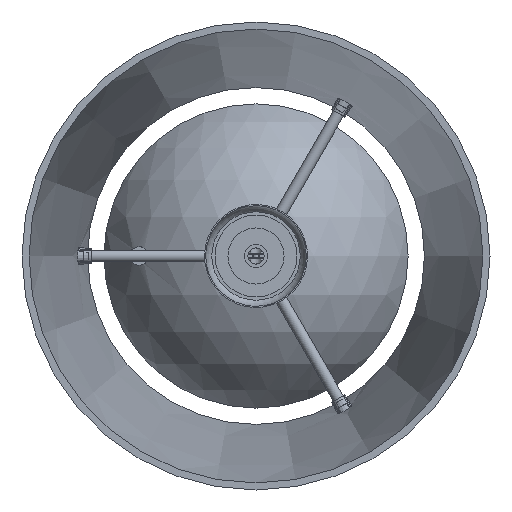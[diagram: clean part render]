
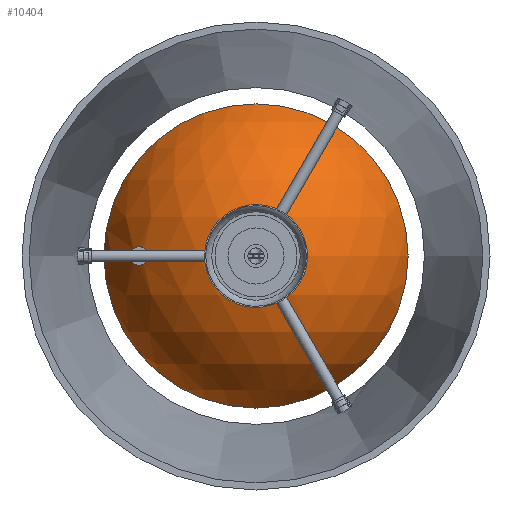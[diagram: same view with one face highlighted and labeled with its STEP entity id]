
A CAD part, front view. The second image highlights one B-rep face of the part: STEP entity #10404.
In plain terms, the highlighted spherical face has radius 69.409 mm.
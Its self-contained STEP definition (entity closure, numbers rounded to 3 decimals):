
#151=SPHERICAL_SURFACE('',#11733,69.409);
#835=FACE_BOUND('',#2210,.T.);
#836=FACE_BOUND('',#2211,.T.);
#1091=CIRCLE('',#11708,3.);
#1099=CIRCLE('',#11716,3.);
#1108=CIRCLE('',#11734,65.);
#1576=FACE_OUTER_BOUND('',#2209,.T.);
#2209=EDGE_LOOP('',(#8045));
#2210=EDGE_LOOP('',(#8046,#8047));
#2211=EDGE_LOOP('',(#8048,#8049));
#4367=B_SPLINE_CURVE_WITH_KNOTS('',3,(#25386,#25387,#25388,#25389,#25390,
#25391,#25392,#25393,#25394,#25395,#25396,#25397,#25398,#25399,#25400,#25401,
#25402,#25403,#25404,#25405),.UNSPECIFIED.,.F.,.F.,(4,2,2,2,2,2,2,2,2,4),
(0.,0.148,0.297,0.515,0.734,
0.961,1.189,1.338,1.413,1.488),
 .UNSPECIFIED.);
#4368=B_SPLINE_CURVE_WITH_KNOTS('',3,(#25406,#25407,#25408,#25409,#25410,
#25411,#25412,#25413,#25414,#25415,#25416,#25417,#25418,#25419,#25420,#25421,
#25422,#25423,#25424,#25425),.UNSPECIFIED.,.F.,.F.,(4,2,2,2,2,2,2,2,2,4),
(1.488,1.563,1.638,1.788,2.015,
2.242,2.461,2.68,2.828,2.976),
 .UNSPECIFIED.);
#4758=VERTEX_POINT('',#25383);
#4759=VERTEX_POINT('',#25385);
#4776=VERTEX_POINT('',#25471);
#4777=VERTEX_POINT('',#25472);
#4787=VERTEX_POINT('',#25519);
#5944=EDGE_CURVE('',#4759,#4758,#4367,.T.);
#5945=EDGE_CURVE('',#4758,#4759,#4368,.T.);
#5962=EDGE_CURVE('',#4776,#4777,#1091,.T.);
#5973=EDGE_CURVE('',#4777,#4776,#1099,.T.);
#5986=EDGE_CURVE('',#4787,#4787,#1108,.T.);
#8045=ORIENTED_EDGE('',*,*,#5986,.T.);
#8046=ORIENTED_EDGE('',*,*,#5944,.T.);
#8047=ORIENTED_EDGE('',*,*,#5945,.T.);
#8048=ORIENTED_EDGE('',*,*,#5962,.F.);
#8049=ORIENTED_EDGE('',*,*,#5973,.F.);
#10404=ADVANCED_FACE('',(#1576,#835,#836),#151,.T.);
#11708=AXIS2_PLACEMENT_3D('',#25473,#13377,#13378);
#11716=AXIS2_PLACEMENT_3D('',#25489,#13396,#13397);
#11733=AXIS2_PLACEMENT_3D('',#25518,#13432,#13433);
#11734=AXIS2_PLACEMENT_3D('',#25520,#13434,#13435);
#13377=DIRECTION('center_axis',(0.,-1.,0.));
#13378=DIRECTION('ref_axis',(1.,0.,0.));
#13396=DIRECTION('center_axis',(0.,-1.,0.));
#13397=DIRECTION('ref_axis',(1.,0.,0.));
#13432=DIRECTION('center_axis',(0.,0.,1.));
#13433=DIRECTION('ref_axis',(1.,0.,0.));
#13434=DIRECTION('center_axis',(0.,-1.,0.));
#13435=DIRECTION('ref_axis',(1.,0.,0.));
#25383=CARTESIAN_POINT('',(-54.,-19.263,0.));
#25385=CARTESIAN_POINT('',(-46.,-27.633,0.));
#25386=CARTESIAN_POINT('Ctrl Pts',(-46.,-27.633,0.));
#25387=CARTESIAN_POINT('Ctrl Pts',(-46.,-27.633,-0.494));
#25388=CARTESIAN_POINT('Ctrl Pts',(-46.098,-27.539,-1.005));
#25389=CARTESIAN_POINT('Ctrl Pts',(-46.455,-27.193,-1.917));
#25390=CARTESIAN_POINT('Ctrl Pts',(-46.714,-26.942,-2.319));
#25391=CARTESIAN_POINT('Ctrl Pts',(-47.391,-26.279,
-3.093));
#25392=CARTESIAN_POINT('Ctrl Pts',(-47.89,-25.785,
-3.446));
#25393=CARTESIAN_POINT('Ctrl Pts',(-48.942,-24.724,
-3.9));
#25394=CARTESIAN_POINT('Ctrl Pts',(-49.495,-24.158,
-4.));
#25395=CARTESIAN_POINT('Ctrl Pts',(-50.524,-23.085,-4.));
#25396=CARTESIAN_POINT('Ctrl Pts',(-51.087,-22.488,
-3.893));
#25397=CARTESIAN_POINT('Ctrl Pts',(-52.143,-21.347,
-3.427));
#25398=CARTESIAN_POINT('Ctrl Pts',(-52.637,-20.802,-3.07));
#25399=CARTESIAN_POINT('Ctrl Pts',(-53.298,-20.062,
-2.299));
#25400=CARTESIAN_POINT('Ctrl Pts',(-53.549,-19.778,
-1.907));
#25401=CARTESIAN_POINT('Ctrl Pts',(-53.813,-19.477,
-1.232));
#25402=CARTESIAN_POINT('Ctrl Pts',(-53.883,-19.398,-0.993));
#25403=CARTESIAN_POINT('Ctrl Pts',(-53.976,-19.291,
-0.502));
#25404=CARTESIAN_POINT('Ctrl Pts',(-54.,-19.263,-0.25));
#25405=CARTESIAN_POINT('Ctrl Pts',(-54.,-19.263,0.));
#25406=CARTESIAN_POINT('Ctrl Pts',(-54.,-19.263,0.));
#25407=CARTESIAN_POINT('Ctrl Pts',(-54.,-19.263,0.25));
#25408=CARTESIAN_POINT('Ctrl Pts',(-53.976,-19.291,
0.502));
#25409=CARTESIAN_POINT('Ctrl Pts',(-53.883,-19.398,0.993));
#25410=CARTESIAN_POINT('Ctrl Pts',(-53.813,-19.477,
1.232));
#25411=CARTESIAN_POINT('Ctrl Pts',(-53.549,-19.778,
1.907));
#25412=CARTESIAN_POINT('Ctrl Pts',(-53.298,-20.062,
2.299));
#25413=CARTESIAN_POINT('Ctrl Pts',(-52.637,-20.802,3.07));
#25414=CARTESIAN_POINT('Ctrl Pts',(-52.143,-21.347,
3.427));
#25415=CARTESIAN_POINT('Ctrl Pts',(-51.087,-22.488,
3.893));
#25416=CARTESIAN_POINT('Ctrl Pts',(-50.524,-23.085,4.));
#25417=CARTESIAN_POINT('Ctrl Pts',(-49.495,-24.158,
4.));
#25418=CARTESIAN_POINT('Ctrl Pts',(-48.942,-24.724,
3.9));
#25419=CARTESIAN_POINT('Ctrl Pts',(-47.89,-25.785,
3.446));
#25420=CARTESIAN_POINT('Ctrl Pts',(-47.391,-26.279,
3.093));
#25421=CARTESIAN_POINT('Ctrl Pts',(-46.714,-26.942,2.319));
#25422=CARTESIAN_POINT('Ctrl Pts',(-46.455,-27.193,1.917));
#25423=CARTESIAN_POINT('Ctrl Pts',(-46.098,-27.539,1.005));
#25424=CARTESIAN_POINT('Ctrl Pts',(-46.,-27.633,0.494));
#25425=CARTESIAN_POINT('Ctrl Pts',(-46.,-27.633,0.));
#25471=CARTESIAN_POINT('',(3.,-45.,0.));
#25472=CARTESIAN_POINT('',(-3.,-45.,0.));
#25473=CARTESIAN_POINT('Origin',(0.,-45.,0.));
#25489=CARTESIAN_POINT('Origin',(0.,-45.,0.));
#25518=CARTESIAN_POINT('Origin',(0.,24.344,0.));
#25519=CARTESIAN_POINT('',(65.,0.,0.));
#25520=CARTESIAN_POINT('Origin',(0.,0.,0.));
